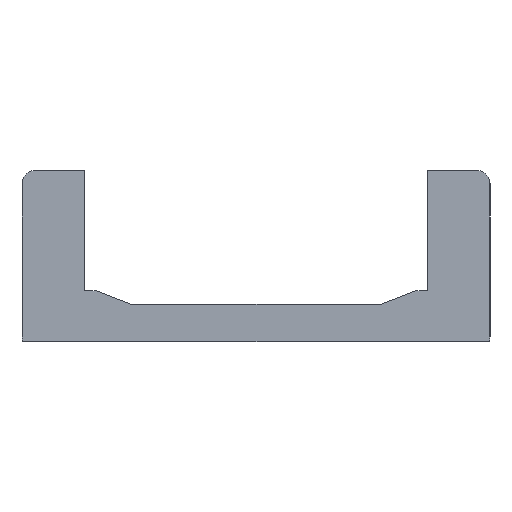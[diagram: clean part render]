
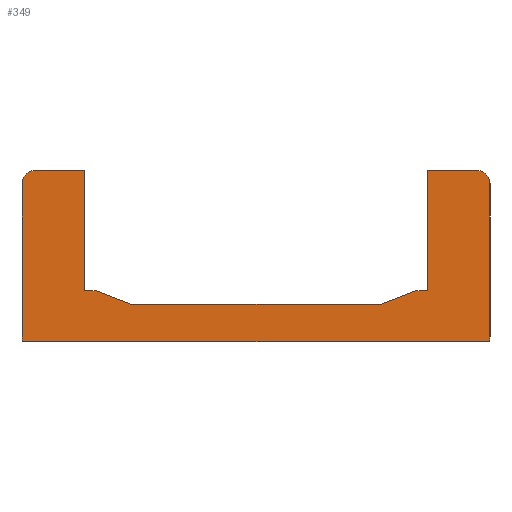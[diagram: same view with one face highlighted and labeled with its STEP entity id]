
A CAD part, left-side view. The second image highlights one B-rep face of the part: STEP entity #349.
In plain terms, the highlighted planar face has unit normal (-1, 0, 0).
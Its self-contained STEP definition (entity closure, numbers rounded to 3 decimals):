
#16=CIRCLE('',#382,5.);
#18=CIRCLE('',#386,5.);
#20=CIRCLE('',#390,5.);
#22=CIRCLE('',#394,5.);
#43=FACE_OUTER_BOUND('',#61,.T.);
#61=EDGE_LOOP('',(#287,#288,#289,#290,#291,#292,#293,#294,#295,#296,#297,
#298,#299,#300,#301,#302));
#65=LINE('',#499,#105);
#69=LINE('',#506,#109);
#72=LINE('',#512,#112);
#75=LINE('',#518,#115);
#78=LINE('',#524,#118);
#81=LINE('',#530,#121);
#84=LINE('',#536,#124);
#87=LINE('',#542,#127);
#90=LINE('',#548,#130);
#94=LINE('',#560,#134);
#98=LINE('',#572,#138);
#102=LINE('',#584,#142);
#105=VECTOR('',#403,10.);
#109=VECTOR('',#409,10.);
#112=VECTOR('',#414,10.);
#115=VECTOR('',#419,10.);
#118=VECTOR('',#424,10.);
#121=VECTOR('',#429,10.);
#124=VECTOR('',#434,10.);
#127=VECTOR('',#439,10.);
#130=VECTOR('',#444,10.);
#134=VECTOR('',#456,10.);
#138=VECTOR('',#468,10.);
#142=VECTOR('',#480,10.);
#145=VERTEX_POINT('',#496);
#146=VERTEX_POINT('',#498);
#148=VERTEX_POINT('',#504);
#150=VERTEX_POINT('',#510);
#152=VERTEX_POINT('',#516);
#154=VERTEX_POINT('',#522);
#156=VERTEX_POINT('',#528);
#158=VERTEX_POINT('',#534);
#160=VERTEX_POINT('',#540);
#162=VERTEX_POINT('',#546);
#164=VERTEX_POINT('',#552);
#166=VERTEX_POINT('',#558);
#168=VERTEX_POINT('',#564);
#170=VERTEX_POINT('',#570);
#172=VERTEX_POINT('',#576);
#174=VERTEX_POINT('',#582);
#177=EDGE_CURVE('',#145,#146,#65,.T.);
#181=EDGE_CURVE('',#148,#145,#69,.T.);
#184=EDGE_CURVE('',#150,#148,#72,.T.);
#187=EDGE_CURVE('',#152,#150,#75,.T.);
#190=EDGE_CURVE('',#154,#152,#78,.T.);
#193=EDGE_CURVE('',#156,#154,#81,.T.);
#196=EDGE_CURVE('',#158,#156,#84,.T.);
#199=EDGE_CURVE('',#160,#158,#87,.T.);
#202=EDGE_CURVE('',#162,#160,#90,.T.);
#205=EDGE_CURVE('',#164,#162,#16,.T.);
#208=EDGE_CURVE('',#166,#164,#94,.T.);
#211=EDGE_CURVE('',#168,#166,#18,.T.);
#214=EDGE_CURVE('',#170,#168,#98,.T.);
#217=EDGE_CURVE('',#172,#170,#20,.T.);
#220=EDGE_CURVE('',#174,#172,#102,.T.);
#222=EDGE_CURVE('',#146,#174,#22,.T.);
#287=ORIENTED_EDGE('',*,*,#222,.F.);
#288=ORIENTED_EDGE('',*,*,#177,.F.);
#289=ORIENTED_EDGE('',*,*,#181,.F.);
#290=ORIENTED_EDGE('',*,*,#184,.F.);
#291=ORIENTED_EDGE('',*,*,#187,.F.);
#292=ORIENTED_EDGE('',*,*,#190,.F.);
#293=ORIENTED_EDGE('',*,*,#193,.F.);
#294=ORIENTED_EDGE('',*,*,#196,.F.);
#295=ORIENTED_EDGE('',*,*,#199,.F.);
#296=ORIENTED_EDGE('',*,*,#202,.F.);
#297=ORIENTED_EDGE('',*,*,#205,.F.);
#298=ORIENTED_EDGE('',*,*,#208,.F.);
#299=ORIENTED_EDGE('',*,*,#211,.F.);
#300=ORIENTED_EDGE('',*,*,#214,.F.);
#301=ORIENTED_EDGE('',*,*,#217,.F.);
#302=ORIENTED_EDGE('',*,*,#220,.F.);
#331=PLANE('',#395);
#349=ADVANCED_FACE('',(#43),#331,.F.);
#382=AXIS2_PLACEMENT_3D('',#554,#450,#451);
#386=AXIS2_PLACEMENT_3D('',#566,#462,#463);
#390=AXIS2_PLACEMENT_3D('',#578,#474,#475);
#394=AXIS2_PLACEMENT_3D('',#587,#485,#486);
#395=AXIS2_PLACEMENT_3D('',#588,#487,#488);
#403=DIRECTION('',(0.,-1.,0.));
#409=DIRECTION('',(0.,0.,1.));
#414=DIRECTION('',(0.,-1.,0.));
#419=DIRECTION('',(0.,-0.932,0.361));
#424=DIRECTION('',(0.,-1.,0.));
#429=DIRECTION('',(0.,-0.932,-0.361));
#434=DIRECTION('',(0.,-1.,0.));
#439=DIRECTION('',(0.,0.,-1.));
#444=DIRECTION('',(0.,-1.,0.));
#450=DIRECTION('center_axis',(1.,0.,0.));
#451=DIRECTION('ref_axis',(0.,1.,0.));
#456=DIRECTION('',(0.,0.,1.));
#462=DIRECTION('center_axis',(1.,0.,0.));
#463=DIRECTION('ref_axis',(0.,0.933,-0.36));
#468=DIRECTION('',(0.,1.,0.));
#474=DIRECTION('center_axis',(1.,0.,0.));
#475=DIRECTION('ref_axis',(0.,-1.,0.));
#480=DIRECTION('',(0.,0.,-1.));
#485=DIRECTION('center_axis',(1.,0.,0.));
#486=DIRECTION('ref_axis',(0.,0.,1.));
#487=DIRECTION('center_axis',(1.,0.,0.));
#488=DIRECTION('ref_axis',(0.,0.,-1.));
#496=CARTESIAN_POINT('',(0.,-64.,64.));
#498=CARTESIAN_POINT('',(0.,-82.5,64.));
#499=CARTESIAN_POINT('',(0.,-64.,64.));
#504=CARTESIAN_POINT('',(0.,-64.,19.));
#506=CARTESIAN_POINT('',(0.,-64.,19.));
#510=CARTESIAN_POINT('',(0.,-59.808,19.));
#512=CARTESIAN_POINT('',(0.,-59.808,19.));
#516=CARTESIAN_POINT('',(0.,-46.9,14.));
#518=CARTESIAN_POINT('',(0.,-46.9,14.));
#522=CARTESIAN_POINT('',(0.,46.9,14.));
#524=CARTESIAN_POINT('',(0.,46.9,14.));
#528=CARTESIAN_POINT('',(0.,59.808,19.));
#530=CARTESIAN_POINT('',(0.,59.808,19.));
#534=CARTESIAN_POINT('',(0.,64.,19.));
#536=CARTESIAN_POINT('',(0.,64.,19.));
#540=CARTESIAN_POINT('',(0.,64.,64.));
#542=CARTESIAN_POINT('',(0.,64.,64.));
#546=CARTESIAN_POINT('',(0.,82.5,64.));
#548=CARTESIAN_POINT('',(0.,82.5,64.));
#552=CARTESIAN_POINT('',(0.,87.5,59.));
#554=CARTESIAN_POINT('Origin',(0.,82.5,59.));
#558=CARTESIAN_POINT('',(0.,87.5,1.8));
#560=CARTESIAN_POINT('',(0.,87.5,1.8));
#564=CARTESIAN_POINT('',(0.,87.165,0.));
#566=CARTESIAN_POINT('Origin',(0.,82.5,1.8));
#570=CARTESIAN_POINT('',(0.,-87.165,0.));
#572=CARTESIAN_POINT('',(0.,-87.165,0.));
#576=CARTESIAN_POINT('',(0.,-87.5,1.8));
#578=CARTESIAN_POINT('Origin',(0.,-82.5,1.8));
#582=CARTESIAN_POINT('',(0.,-87.5,59.));
#584=CARTESIAN_POINT('',(0.,-87.5,59.));
#587=CARTESIAN_POINT('Origin',(0.,-82.5,59.));
#588=CARTESIAN_POINT('Origin',(0.,0.,22.105));
